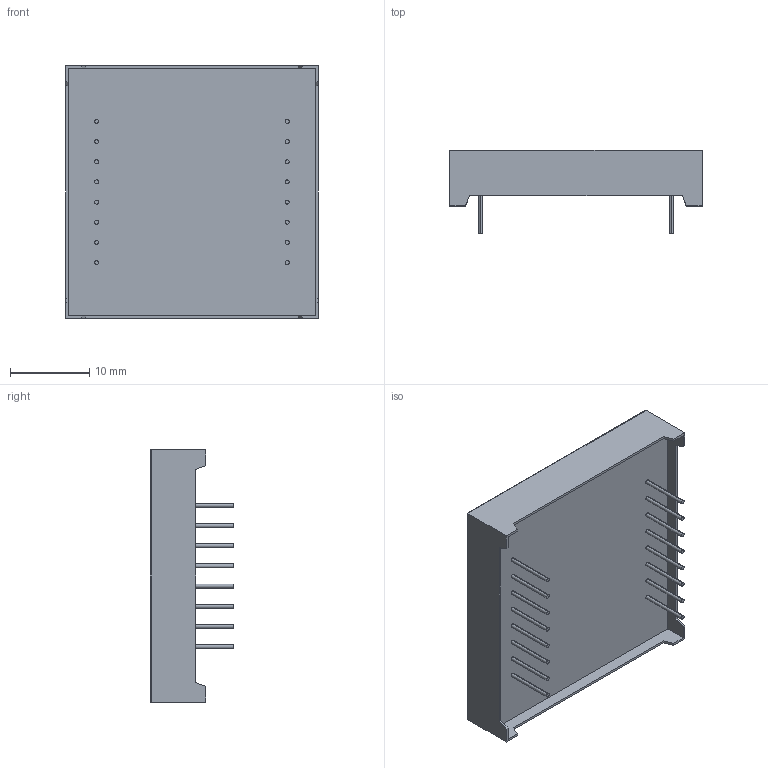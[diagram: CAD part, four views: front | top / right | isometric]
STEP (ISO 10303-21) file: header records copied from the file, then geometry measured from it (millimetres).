
FILE_DESCRIPTION (( 'STEP AP214' ), '1' );
FILE_NAME ('1088AS.STEP', '2025-10-11T07:18:15', ( '' ), ( '' ), 'SwSTEP 2.0', 'SolidWorks 2018', '' );
FILE_SCHEMA (( 'AUTOMOTIVE_DESIGN' ));
Length unit declared in the file: millimetre
Products named in the file (1): 1088AS
Bounding box: 31.81 x 10.5 x 31.8 mm (x, y, z)
Volume: 4330.3 mm3; surface area: 6331.2 mm2
Topology: 89 solids, 89 shells, 572 faces, 1185 edges, 790 vertices
Faces by surface type: cylinder 288, plane 231, bspline 53
Entity records: 23382 total; most frequent: CARTESIAN_POINT 6033, DIRECTION 2695, ORIENTED_EDGE 2370, EDGE_CURVE 1185, AXIS2_PLACEMENT_3D 1096, VERTEX_POINT 790, EDGE_LOOP 713, CIRCLE 576
